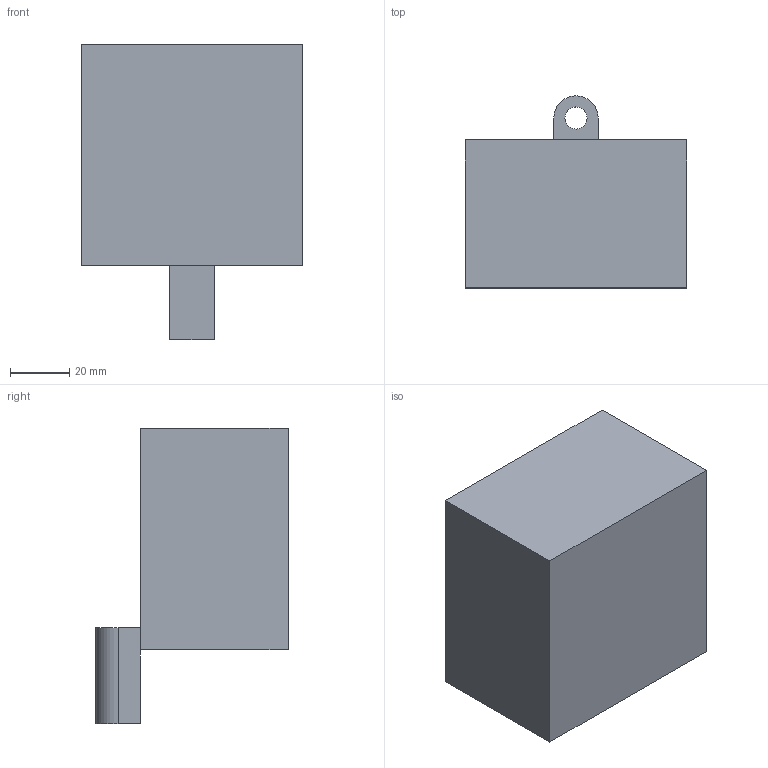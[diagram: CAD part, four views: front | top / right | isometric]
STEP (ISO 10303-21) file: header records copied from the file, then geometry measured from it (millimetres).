
FILE_DESCRIPTION (( 'STEP AP203' ), '1' );
FILE_NAME ('Carro_Predeterminado_sldprt.STEP', '2020-10-15T11:18:56', ( '' ), ( '' ), 'SwSTEP 2.0', 'SolidWorks 2018', '' );
FILE_SCHEMA (( 'CONFIG_CONTROL_DESIGN' ));
Length unit declared in the file: centimetre
Products named in the file (1): Carro_Predeterminado_sldprt
Bounding box: 75 x 65 x 100 mm (x, y, z)
Volume: 286342.1 mm3; surface area: 28844.9 mm2
Topology: 1 solids, 1 shells, 14 faces, 34 edges, 22 vertices
Faces by surface type: plane 11, cylinder 3
Entity records: 489 total; most frequent: CARTESIAN_POINT 71, DIRECTION 70, ORIENTED_EDGE 68, EDGE_CURVE 34, VECTOR 28, LINE 28, VERTEX_POINT 22, AXIS2_PLACEMENT_3D 21
